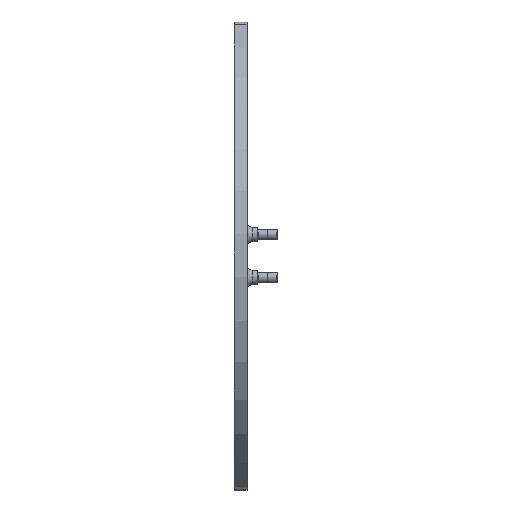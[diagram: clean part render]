
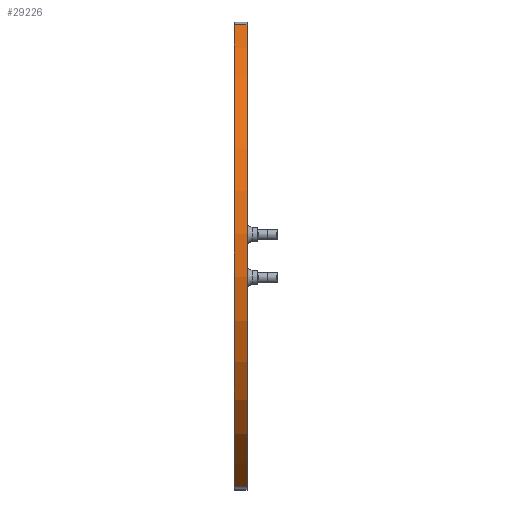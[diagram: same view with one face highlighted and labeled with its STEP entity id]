
A CAD part, top view. The second image highlights one B-rep face of the part: STEP entity #29226.
In plain terms, the highlighted cylindrical face has radius 100 mm (diameter 200 mm), a partial arc.
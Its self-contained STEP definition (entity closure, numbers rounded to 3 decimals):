
#61=CARTESIAN_POINT('',(0.,0.,0.));
#62=DIRECTION('',(1.,0.,0.));
#63=DIRECTION('',(0.,0.889,0.458));
#64=AXIS2_PLACEMENT_3D('',#61,#62,#63);
#2016=CARTESIAN_POINT('',(5.,0.,0.));
#2017=DIRECTION('',(1.,0.,0.));
#2018=DIRECTION('',(0.,0.889,0.458));
#2019=AXIS2_PLACEMENT_3D('',#2016,#2017,#2018);
#9909=DIRECTION('',(-1.,0.,0.));
#9910=VECTOR('',#9909,5.);
#9911=CARTESIAN_POINT('',(5.,88.889,45.812));
#9912=LINE('',#9911,#9910);
#9913=DIRECTION('',(-1.,0.,0.));
#9914=VECTOR('',#9913,5.);
#9915=CARTESIAN_POINT('',(5.,-88.889,45.812));
#9916=LINE('',#9915,#9914);
#12447=CARTESIAN_POINT('',(0.,88.889,45.812));
#12448=CARTESIAN_POINT('',(0.,-88.889,45.812));
#12449=VERTEX_POINT('',#12447);
#12450=VERTEX_POINT('',#12448);
#12687=CARTESIAN_POINT('',(5.,88.889,45.812));
#12688=CARTESIAN_POINT('',(5.,-88.889,45.812));
#12689=VERTEX_POINT('',#12687);
#12690=VERTEX_POINT('',#12688);
#29214=CARTESIAN_POINT('',(0.,0.,0.));
#29215=DIRECTION('',(1.,0.,0.));
#29216=DIRECTION('',(0.,1.,0.));
#29217=AXIS2_PLACEMENT_3D('',#29214,#29215,#29216);
#29218=CYLINDRICAL_SURFACE('',#29217,100.);
#29219=ORIENTED_EDGE('',*,*,#15384,.F.);
#29220=ORIENTED_EDGE('',*,*,#29209,.F.);
#29221=ORIENTED_EDGE('',*,*,#16359,.T.);
#29223=ORIENTED_EDGE('',*,*,#29222,.T.);
#29224=EDGE_LOOP('',(#29219,#29220,#29221,#29223));
#29225=FACE_OUTER_BOUND('',#29224,.F.);
#65=CIRCLE('',#64,100.);
#2020=CIRCLE('',#2019,100.);
#15384=EDGE_CURVE('',#12449,#12450,#65,.T.);
#16359=EDGE_CURVE('',#12689,#12690,#2020,.T.);
#29209=EDGE_CURVE('',#12689,#12449,#9912,.T.);
#29222=EDGE_CURVE('',#12690,#12450,#9916,.T.);
#29226=ADVANCED_FACE('',(#29225),#29218,.T.);
